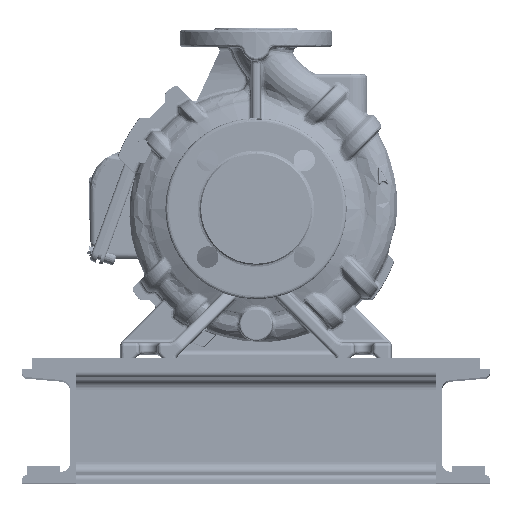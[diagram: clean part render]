
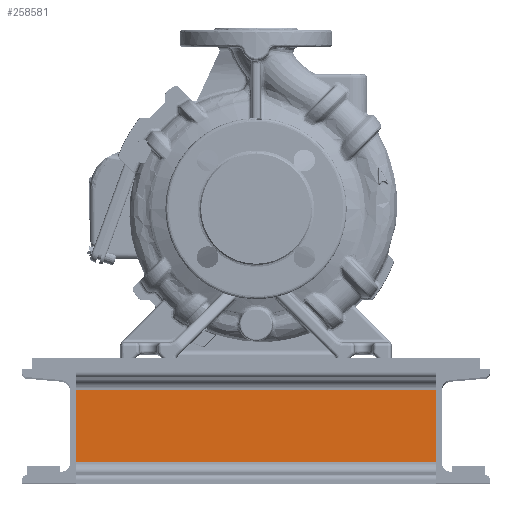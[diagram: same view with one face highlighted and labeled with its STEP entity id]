
A CAD part, top view. The second image highlights one B-rep face of the part: STEP entity #258581.
In plain terms, the highlighted face is planar.
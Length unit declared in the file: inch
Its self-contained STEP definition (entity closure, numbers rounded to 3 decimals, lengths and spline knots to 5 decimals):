
#892 = LINE ( 'NONE', #241909, #166858 ) ;
#1039 = CARTESIAN_POINT ( 'NONE',  ( 0.20866, 1.26264, -6.25 ) ) ;
#19973 = VERTEX_POINT ( 'NONE', #275943 ) ;
#35827 = ORIENTED_EDGE ( 'NONE', *, *, #37127, .F. ) ;
#37127 = EDGE_CURVE ( 'NONE', #253425, #190493, #200041, .T. ) ;
#38118 = DIRECTION ( 'NONE',  ( 0., 0., 1. ) ) ;
#40277 = LINE ( 'NONE', #45518, #99505 ) ;
#42239 = DIRECTION ( 'NONE',  ( 0., 0., 1. ) ) ;
#45518 = CARTESIAN_POINT ( 'NONE',  ( 0.20866, 1.26264, 6.25 ) ) ;
#63246 = EDGE_CURVE ( 'NONE', #168199, #19973, #243824, .T. ) ;
#83896 = PLANE ( 'NONE',  #323755 ) ;
#84283 = CARTESIAN_POINT ( 'NONE',  ( 0.20866, -1.26264, -6.25 ) ) ;
#87799 = CARTESIAN_POINT ( 'NONE',  ( 0.20866, -1.26264, 6.25 ) ) ;
#99505 = VECTOR ( 'NONE', #181987, 39.37008 ) ;
#108785 = CARTESIAN_POINT ( 'NONE',  ( 0.20866, 1.26264, -6.25 ) ) ;
#127098 = VECTOR ( 'NONE', #42239, 39.37008 ) ;
#128666 = DIRECTION ( 'NONE',  ( 0., -1., 0. ) ) ;
#135959 = ORIENTED_EDGE ( 'NONE', *, *, #216878, .T. ) ;
#160233 = FACE_OUTER_BOUND ( 'NONE', #232236, .T. ) ;
#163238 = ORIENTED_EDGE ( 'NONE', *, *, #63246, .T. ) ;
#166858 = VECTOR ( 'NONE', #128666, 39.37008 ) ;
#168199 = VERTEX_POINT ( 'NONE', #266786 ) ;
#181987 = DIRECTION ( 'NONE',  ( 0., -1., 0. ) ) ;
#190493 = VERTEX_POINT ( 'NONE', #87799 ) ;
#196546 = CARTESIAN_POINT ( 'NONE',  ( 0.20866, -1.26264, -6.25 ) ) ;
#200041 = LINE ( 'NONE', #196546, #127098 ) ;
#208039 = EDGE_CURVE ( 'NONE', #168199, #253425, #892, .T. ) ;
#216870 = DIRECTION ( 'NONE',  ( -1., 0., 0. ) ) ;
#216878 = EDGE_CURVE ( 'NONE', #19973, #190493, #40277, .T. ) ;
#232236 = EDGE_LOOP ( 'NONE', ( #163238, #135959, #35827, #318477 ) ) ;
#241909 = CARTESIAN_POINT ( 'NONE',  ( 0.20866, 1.26264, -6.25 ) ) ;
#243824 = LINE ( 'NONE', #1039, #344188 ) ;
#253425 = VERTEX_POINT ( 'NONE', #84283 ) ;
#258581 = ADVANCED_FACE ( 'NONE', ( #160233 ), #83896, .F. ) ;
#266786 = CARTESIAN_POINT ( 'NONE',  ( 0.20866, 1.26264, -6.25 ) ) ;
#270059 = DIRECTION ( 'NONE',  ( 0., 0., 1. ) ) ;
#275943 = CARTESIAN_POINT ( 'NONE',  ( 0.20866, 1.26264, 6.25 ) ) ;
#318477 = ORIENTED_EDGE ( 'NONE', *, *, #208039, .F. ) ;
#323755 = AXIS2_PLACEMENT_3D ( 'NONE', #108785, #216870, #270059 ) ;
#344188 = VECTOR ( 'NONE', #38118, 39.37008 ) ;
